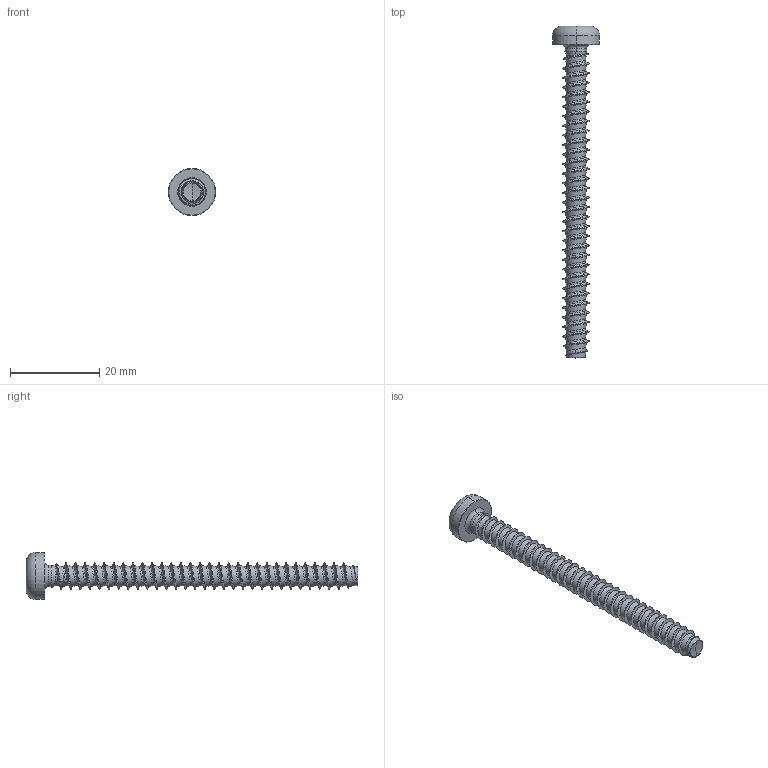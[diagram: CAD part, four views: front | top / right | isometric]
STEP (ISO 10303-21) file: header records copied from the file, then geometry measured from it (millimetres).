
FILE_DESCRIPTION (( 'STEP AP203' ), '1' );
FILE_NAME ('STP420600700.STEP', '2017-08-16T15:28:05', ( '' ), ( '' ), 'SwSTEP 2.0', 'SolidWorks 2015', '' );
FILE_SCHEMA (( 'CONFIG_CONTROL_DESIGN' ));
Products named in the file (1): STP420600700
Bounding box: 10.5 x 74.19 x 10.5 mm (x, y, z)
Volume: 1470.8 mm3; surface area: 1901.2 mm2
Topology: 1 solids, 1 shells, 151 faces, 392 edges, 245 vertices
Faces by surface type: cylinder 90, bspline 35, torus 10, cone 9, sphere 4, plane 3
Entity records: 61201 total; most frequent: CARTESIAN_POINT 58015, ORIENTED_EDGE 784, DIRECTION 481, EDGE_CURVE 392, VERTEX_POINT 245, AXIS2_PLACEMENT_3D 189, EDGE_LOOP 153, B_SPLINE_CURVE_WITH_KNOTS 153
